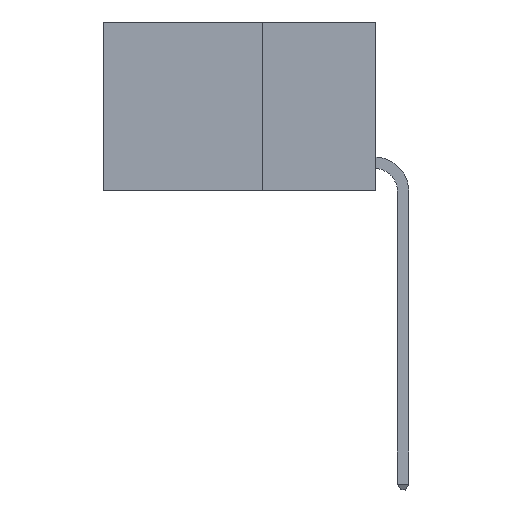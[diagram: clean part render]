
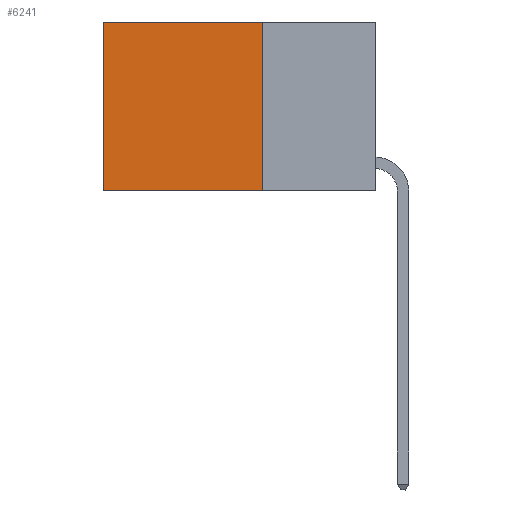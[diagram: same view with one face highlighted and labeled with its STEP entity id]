
A CAD part, left-side view. The second image highlights one B-rep face of the part: STEP entity #6241.
In plain terms, the highlighted planar face has unit normal (-1, 0, 0).
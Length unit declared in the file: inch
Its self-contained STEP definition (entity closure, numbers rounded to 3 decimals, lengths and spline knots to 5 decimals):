
#272 = PLANE ( 'NONE',  #4484 ) ;
#591 = VECTOR ( 'NONE', #9316, 39.37008 ) ;
#678 = EDGE_CURVE ( 'NONE', #4879, #2768, #11887, .T. ) ;
#1353 = CARTESIAN_POINT ( 'NONE',  ( 0.2625, 0.25, 0. ) ) ;
#1523 = CARTESIAN_POINT ( 'NONE',  ( 0.2625, 0.25, -0.37 ) ) ;
#2308 = DIRECTION ( 'NONE',  ( 1., 0., 0. ) ) ;
#2768 = VERTEX_POINT ( 'NONE', #1523 ) ;
#3025 = VERTEX_POINT ( 'NONE', #6911 ) ;
#3432 = CARTESIAN_POINT ( 'NONE',  ( 0.2625, 0.25, -0.37 ) ) ;
#3609 = LINE ( 'NONE', #7503, #6543 ) ;
#3681 = ORIENTED_EDGE ( 'NONE', *, *, #11132, .T. ) ;
#4395 = DIRECTION ( 'NONE',  ( 0., 1., 0. ) ) ;
#4484 = AXIS2_PLACEMENT_3D ( 'NONE', #11920, #2308, #7271 ) ;
#4879 = VERTEX_POINT ( 'NONE', #1353 ) ;
#4908 = ORIENTED_EDGE ( 'NONE', *, *, #7392, .F. ) ;
#5411 = VERTEX_POINT ( 'NONE', #11057 ) ;
#6132 = FACE_OUTER_BOUND ( 'NONE', #7494, .T. ) ;
#6241 = ADVANCED_FACE ( 'NONE', ( #6132 ), #272, .F. ) ;
#6365 = CARTESIAN_POINT ( 'NONE',  ( 0.2625, 0.25, 0. ) ) ;
#6494 = DIRECTION ( 'NONE',  ( 0., 0., -1. ) ) ;
#6543 = VECTOR ( 'NONE', #6494, 39.37008 ) ;
#6819 = CARTESIAN_POINT ( 'NONE',  ( 0.2625, 0.25, 0. ) ) ;
#6911 = CARTESIAN_POINT ( 'NONE',  ( 0.2625, 0.6, -0.37 ) ) ;
#7271 = DIRECTION ( 'NONE',  ( 0., 0., -1. ) ) ;
#7392 = EDGE_CURVE ( 'NONE', #2768, #3025, #12398, .T. ) ;
#7464 = EDGE_CURVE ( 'NONE', #5411, #3025, #3609, .T. ) ;
#7494 = EDGE_LOOP ( 'NONE', ( #12452, #4908, #7521, #3681 ) ) ;
#7503 = CARTESIAN_POINT ( 'NONE',  ( 0.2625, 0.6, 0. ) ) ;
#7521 = ORIENTED_EDGE ( 'NONE', *, *, #678, .F. ) ;
#8488 = LINE ( 'NONE', #6365, #591 ) ;
#9179 = VECTOR ( 'NONE', #9183, 39.37008 ) ;
#9183 = DIRECTION ( 'NONE',  ( 0., 0., -1. ) ) ;
#9316 = DIRECTION ( 'NONE',  ( 0., 1., 0. ) ) ;
#11057 = CARTESIAN_POINT ( 'NONE',  ( 0.2625, 0.6, 0. ) ) ;
#11132 = EDGE_CURVE ( 'NONE', #4879, #5411, #8488, .T. ) ;
#11887 = LINE ( 'NONE', #6819, #9179 ) ;
#11920 = CARTESIAN_POINT ( 'NONE',  ( 0.2625, 0.25, 0. ) ) ;
#12127 = VECTOR ( 'NONE', #4395, 39.37008 ) ;
#12398 = LINE ( 'NONE', #3432, #12127 ) ;
#12452 = ORIENTED_EDGE ( 'NONE', *, *, #7464, .T. ) ;
